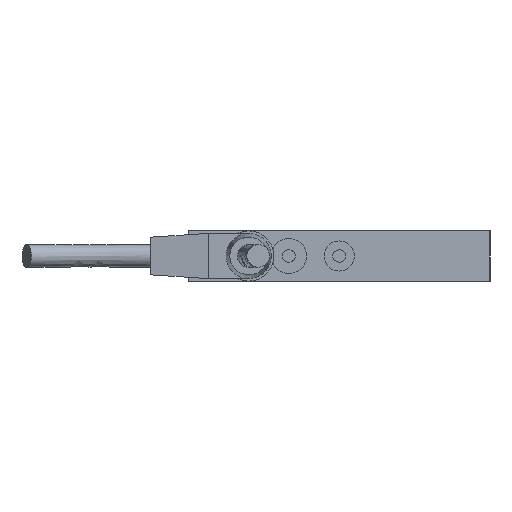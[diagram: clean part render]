
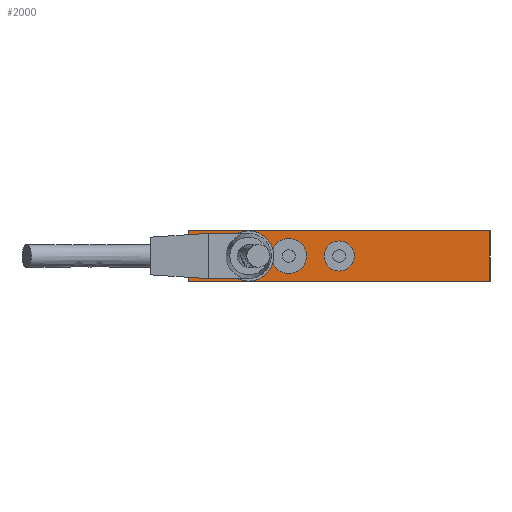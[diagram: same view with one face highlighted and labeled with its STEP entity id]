
A CAD part, left-side view. The second image highlights one B-rep face of the part: STEP entity #2000.
In plain terms, the highlighted planar face has unit normal (-1, 0, 0).
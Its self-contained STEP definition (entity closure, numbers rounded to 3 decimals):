
#66=FACE_BOUND('',#377,.T.);
#67=FACE_BOUND('',#378,.T.);
#68=FACE_BOUND('',#379,.T.);
#114=PLANE('',#2163);
#232=FACE_OUTER_BOUND('',#376,.T.);
#376=EDGE_LOOP('',(#1504,#1505,#1506,#1507));
#377=EDGE_LOOP('',(#1508));
#378=EDGE_LOOP('',(#1509));
#379=EDGE_LOOP('',(#1510));
#557=LINE('',#3015,#763);
#558=LINE('',#3017,#764);
#559=LINE('',#3019,#765);
#560=LINE('',#3020,#766);
#763=VECTOR('',#2430,60.);
#764=VECTOR('',#2431,10.);
#765=VECTOR('',#2432,60.);
#766=VECTOR('',#2433,10.);
#954=CIRCLE('',#2141,1.5);
#959=CIRCLE('',#2149,3.);
#963=CIRCLE('',#2155,3.5);
#1026=VERTEX_POINT('',#2977);
#1031=VERTEX_POINT('',#2990);
#1035=VERTEX_POINT('',#3000);
#1039=VERTEX_POINT('',#3013);
#1040=VERTEX_POINT('',#3014);
#1041=VERTEX_POINT('',#3016);
#1042=VERTEX_POINT('',#3018);
#1218=EDGE_CURVE('',#1026,#1026,#954,.T.);
#1223=EDGE_CURVE('',#1031,#1031,#959,.T.);
#1227=EDGE_CURVE('',#1035,#1035,#963,.T.);
#1231=EDGE_CURVE('',#1039,#1040,#557,.T.);
#1232=EDGE_CURVE('',#1041,#1040,#558,.T.);
#1233=EDGE_CURVE('',#1041,#1042,#559,.T.);
#1234=EDGE_CURVE('',#1042,#1039,#560,.T.);
#1504=ORIENTED_EDGE('',*,*,#1231,.T.);
#1505=ORIENTED_EDGE('',*,*,#1232,.F.);
#1506=ORIENTED_EDGE('',*,*,#1233,.T.);
#1507=ORIENTED_EDGE('',*,*,#1234,.T.);
#1508=ORIENTED_EDGE('',*,*,#1227,.T.);
#1509=ORIENTED_EDGE('',*,*,#1218,.T.);
#1510=ORIENTED_EDGE('',*,*,#1223,.T.);
#2000=ADVANCED_FACE('',(#232,#66,#67,#68),#114,.T.);
#2141=AXIS2_PLACEMENT_3D('',#2978,#2384,#2385);
#2149=AXIS2_PLACEMENT_3D('',#2991,#2400,#2401);
#2155=AXIS2_PLACEMENT_3D('',#3001,#2412,#2413);
#2163=AXIS2_PLACEMENT_3D('',#3012,#2428,#2429);
#2384=DIRECTION('center_axis',(1.,0.,0.));
#2385=DIRECTION('ref_axis',(0.,0.,-1.));
#2400=DIRECTION('center_axis',(1.,0.,0.));
#2401=DIRECTION('ref_axis',(0.,0.,-1.));
#2412=DIRECTION('center_axis',(1.,0.,0.));
#2413=DIRECTION('ref_axis',(0.,0.,-1.));
#2428=DIRECTION('center_axis',(-1.,0.,0.));
#2429=DIRECTION('ref_axis',(0.,0.,1.));
#2430=DIRECTION('',(0.,1.,0.));
#2431=DIRECTION('',(0.,0.,1.));
#2432=DIRECTION('',(0.,-1.,0.));
#2433=DIRECTION('',(0.,0.,1.));
#2977=CARTESIAN_POINT('',(-20.995,12.625,6.5));
#2978=CARTESIAN_POINT('Origin',(-20.995,12.625,5.));
#2990=CARTESIAN_POINT('',(-20.995,-5.375,8.));
#2991=CARTESIAN_POINT('Origin',(-20.995,-5.375,5.));
#3000=CARTESIAN_POINT('',(-20.995,4.625,8.5));
#3001=CARTESIAN_POINT('Origin',(-20.995,4.625,5.));
#3012=CARTESIAN_POINT('Origin',(-20.995,-35.375,0.));
#3013=CARTESIAN_POINT('',(-20.995,-35.375,10.));
#3014=CARTESIAN_POINT('',(-20.995,24.625,10.));
#3015=CARTESIAN_POINT('',(-20.995,-35.375,10.));
#3016=CARTESIAN_POINT('',(-20.995,24.625,0.));
#3017=CARTESIAN_POINT('',(-20.995,24.625,0.));
#3018=CARTESIAN_POINT('',(-20.995,-35.375,0.));
#3019=CARTESIAN_POINT('',(-20.995,24.625,0.));
#3020=CARTESIAN_POINT('',(-20.995,-35.375,0.));
